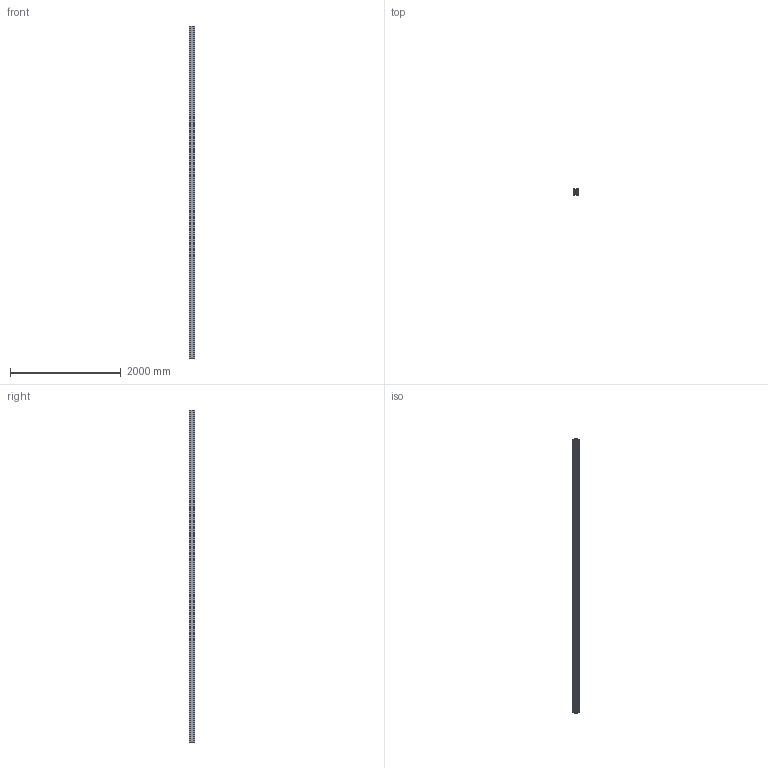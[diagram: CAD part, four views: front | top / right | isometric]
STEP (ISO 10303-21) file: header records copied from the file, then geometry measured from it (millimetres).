
FILE_DESCRIPTION (( 'STEP AP203' ), '1' );
FILE_NAME ('MA2-5.STEP', '2018-04-02T17:18:13', ( 'User2' ), ( '' ), 'SwSTEP 2.0', 'SolidWorks 2007', '' );
FILE_SCHEMA (( 'CONFIG_CONTROL_DESIGN' ));
Length unit declared in the file: millimetre
Products named in the file (1): MA2-5
Bounding box: 100 x 100 x 6000 mm (x, y, z)
Volume: 18713095.5 mm3; surface area: 10529511.5 mm2
Topology: 1 solids, 1 shells, 222 faces, 660 edges, 440 vertices
Faces by surface type: plane 202, cylinder 20
Entity records: 7453 total; most frequent: CARTESIAN_POINT 1323, ORIENTED_EDGE 1320, DIRECTION 1146, EDGE_CURVE 660, VECTOR 620, LINE 620, VERTEX_POINT 440, AXIS2_PLACEMENT_3D 263
